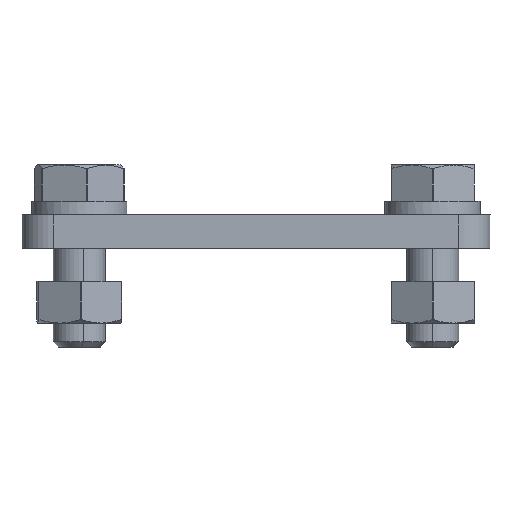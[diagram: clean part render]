
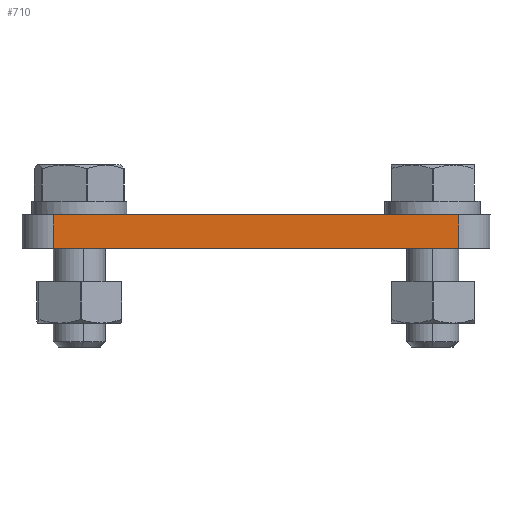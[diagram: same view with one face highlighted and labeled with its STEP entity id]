
A CAD part, front view. The second image highlights one B-rep face of the part: STEP entity #710.
In plain terms, the highlighted planar face has unit normal (0, -1, 0).
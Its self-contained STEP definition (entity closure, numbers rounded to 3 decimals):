
#294 = EDGE_CURVE ( 'NONE', #2282, #1878, #2534, .T. ) ;
#370 = CARTESIAN_POINT ( 'NONE',  ( 19.5, 0., 3.2 ) ) ;
#534 = ORIENTED_EDGE ( 'NONE', *, *, #1679, .T. ) ;
#588 = ORIENTED_EDGE ( 'NONE', *, *, #1210, .T. ) ;
#640 = VERTEX_POINT ( 'NONE', #899 ) ;
#670 = ORIENTED_EDGE ( 'NONE', *, *, #1307, .F. ) ;
#710 = ADVANCED_FACE ( 'NONE', ( #1399 ), #1894, .F. ) ;
#781 = CARTESIAN_POINT ( 'NONE',  ( -22.5, 0., 0. ) ) ;
#899 = CARTESIAN_POINT ( 'NONE',  ( 19.5, 0., 0. ) ) ;
#1210 = EDGE_CURVE ( 'NONE', #640, #3297, #2633, .T. ) ;
#1265 = CARTESIAN_POINT ( 'NONE',  ( -22.5, 0., 3.2 ) ) ;
#1307 = EDGE_CURVE ( 'NONE', #2282, #3297, #1471, .T. ) ;
#1399 = FACE_OUTER_BOUND ( 'NONE', #2262, .T. ) ;
#1439 = AXIS2_PLACEMENT_3D ( 'NONE', #2640, #2933, #3587 ) ;
#1456 = CARTESIAN_POINT ( 'NONE',  ( 19.5, 0., 3.2 ) ) ;
#1471 = LINE ( 'NONE', #1265, #1538 ) ;
#1538 = VECTOR ( 'NONE', #2412, 1000. ) ;
#1540 = CARTESIAN_POINT ( 'NONE',  ( -19.5, 0., 3.2 ) ) ;
#1607 = VECTOR ( 'NONE', #2321, 1000. ) ;
#1679 = EDGE_CURVE ( 'NONE', #1878, #640, #2881, .T. ) ;
#1878 = VERTEX_POINT ( 'NONE', #2518 ) ;
#1894 = PLANE ( 'NONE',  #1439 ) ;
#2262 = EDGE_LOOP ( 'NONE', ( #534, #588, #670, #2286 ) ) ;
#2282 = VERTEX_POINT ( 'NONE', #2464 ) ;
#2286 = ORIENTED_EDGE ( 'NONE', *, *, #294, .T. ) ;
#2321 = DIRECTION ( 'NONE',  ( 1., 0., 0. ) ) ;
#2412 = DIRECTION ( 'NONE',  ( 1., 0., 0. ) ) ;
#2464 = CARTESIAN_POINT ( 'NONE',  ( -19.5, 0., 3.2 ) ) ;
#2518 = CARTESIAN_POINT ( 'NONE',  ( -19.5, 0., 0. ) ) ;
#2534 = LINE ( 'NONE', #1540, #2546 ) ;
#2546 = VECTOR ( 'NONE', #3200, 1000. ) ;
#2633 = LINE ( 'NONE', #370, #2772 ) ;
#2640 = CARTESIAN_POINT ( 'NONE',  ( -22.5, 0., 3.2 ) ) ;
#2772 = VECTOR ( 'NONE', #2836, 1000. ) ;
#2836 = DIRECTION ( 'NONE',  ( 0., 0., 1. ) ) ;
#2881 = LINE ( 'NONE', #781, #1607 ) ;
#2933 = DIRECTION ( 'NONE',  ( 0., 1., 0. ) ) ;
#3200 = DIRECTION ( 'NONE',  ( 0., 0., -1. ) ) ;
#3297 = VERTEX_POINT ( 'NONE', #1456 ) ;
#3587 = DIRECTION ( 'NONE',  ( 0., 0., 1. ) ) ;
